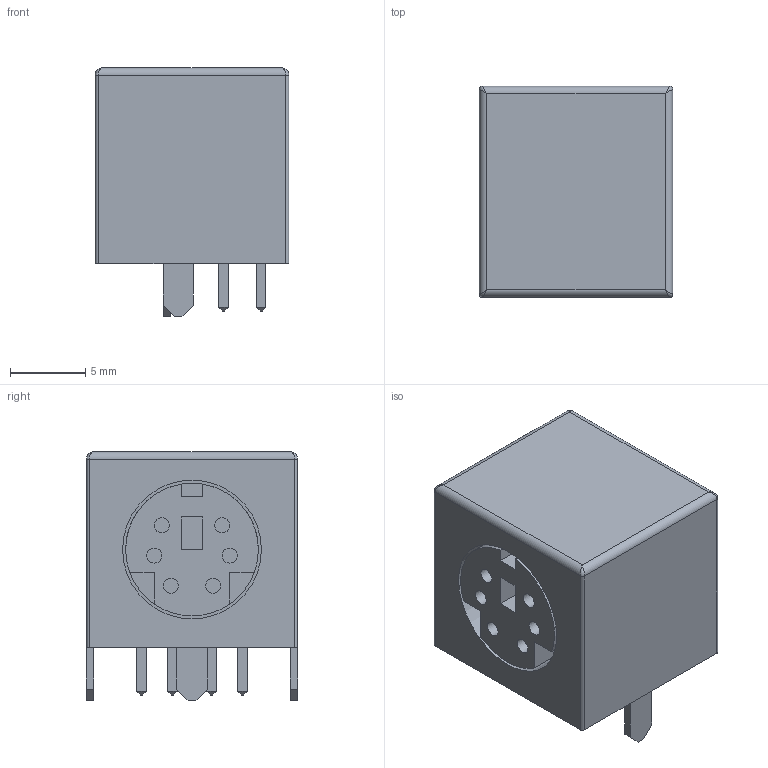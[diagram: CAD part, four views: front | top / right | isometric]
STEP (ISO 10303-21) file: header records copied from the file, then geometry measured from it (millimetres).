
FILE_DESCRIPTION(('FreeCAD Model'),'2;1');
FILE_NAME('Open CASCADE Shape Model','2021-04-19T20:57:59',(''),(''), 'Open CASCADE STEP processor 7.4','FreeCAD','Unknown');
FILE_SCHEMA(('AUTOMOTIVE_DESIGN { 1 0 10303 214 1 1 1 1 }'));
Length unit declared in the file: millimetre
Products named in the file (9): MINI-DIN-6P; PIN3; PIN2; PIN1; SHELL; PIN4; PIN6; SKT; PIN5
Assembly tree (8 placements, depth 2):
  MINI-DIN-6P
    PIN3
    PIN2
    PIN1
    SHELL
    PIN4
    PIN6
    SKT
    PIN5
Bounding box: 12.83 x 14 x 16.51 mm (x, y, z)
Volume: 2230.1 mm3; surface area: 2046.6 mm2
Topology: 8 solids, 8 shells, 131 faces, 282 edges, 172 vertices
Faces by surface type: plane 111, cylinder 16, bspline 4
Full cylindrical faces by diameter (mm): 1 x6, 8.8 x1, 9.2 x1
Entity records: 3836 total; most frequent: CARTESIAN_POINT 818, DIRECTION 572, ORIENTED_EDGE 556, EDGE_CURVE 278, LINE 240, VECTOR 240, VERTEX_POINT 172, AXIS2_PLACEMENT_3D 166
